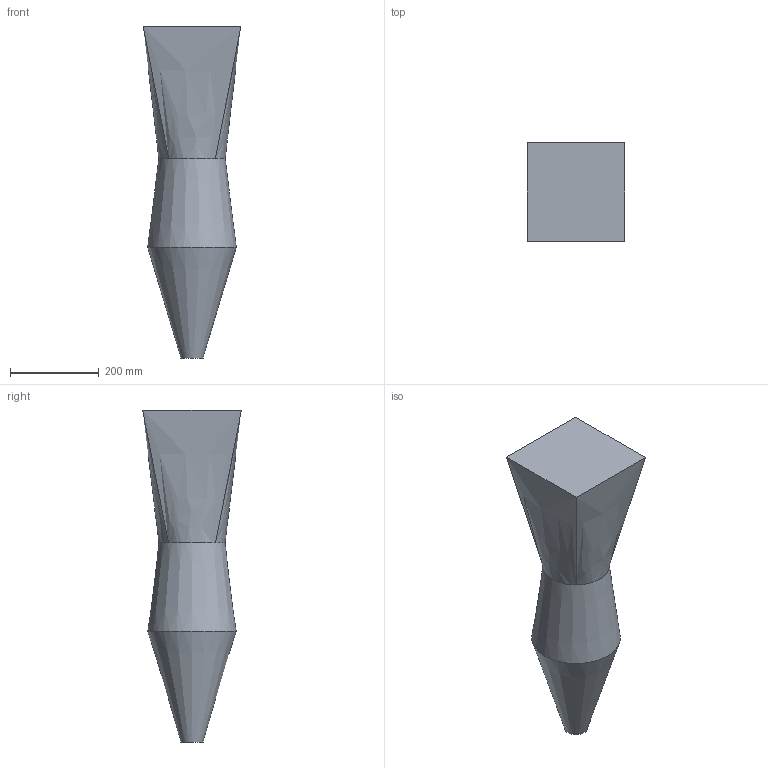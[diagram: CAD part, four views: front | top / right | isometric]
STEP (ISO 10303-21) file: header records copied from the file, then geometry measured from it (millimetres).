
FILE_DESCRIPTION(/* description */ (''),/* implementation_level */ '2;1');
FILE_NAME(/* name */ 'PartOne.stp',/* time_stamp */ '2025-05-24T21:10:34+07:00',/* author */ ('deniatmojoo'),/* organization */ (''),/* preprocessor_version */ 'ST-DEVELOPER v20.1',/* originating_system */ 'Autodesk Inventor 2026',/* authorisation */ '');
FILE_SCHEMA (('AUTOMOTIVE_DESIGN { 1 0 10303 214 3 1 1 }'));
Length unit declared in the file: millimetre
Products named in the file (1): PartOne
Bounding box: 220.71 x 222.96 x 750 mm (x, y, z)
Volume: 17963238.1 mm3; surface area: 467668 mm2
Topology: 1 solids, 1 shells, 8 faces, 18 edges, 13 vertices
Faces by surface type: bspline 4, plane 2, cone 2
Entity records: 391 total; most frequent: CARTESIAN_POINT 155, DIRECTION 36, ORIENTED_EDGE 34, EDGE_CURVE 17, AXIS2_PLACEMENT_3D 13, VERTEX_POINT 11, LINE 10, VECTOR 10
